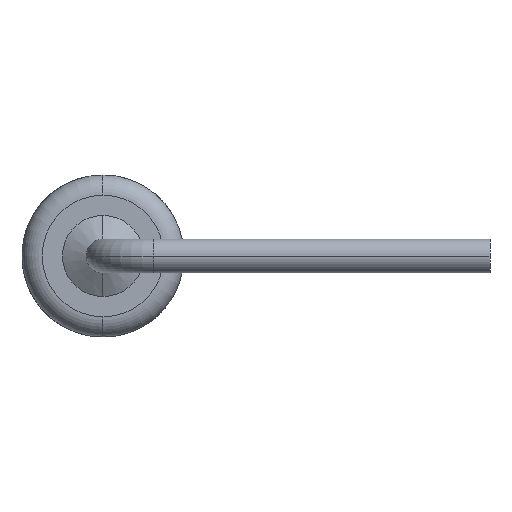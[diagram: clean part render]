
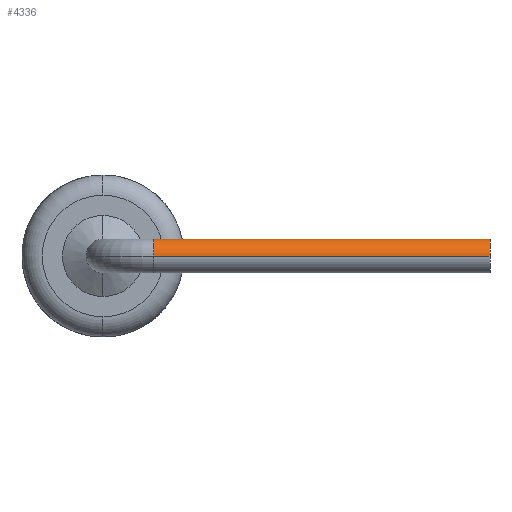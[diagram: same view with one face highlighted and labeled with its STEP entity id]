
A CAD part, left-side view. The second image highlights one B-rep face of the part: STEP entity #4336.
In plain terms, the highlighted cylindrical face has radius 0.254 mm (diameter 0.508 mm), a partial arc.
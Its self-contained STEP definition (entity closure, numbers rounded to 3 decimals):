
#78 = DIRECTION ( 'NONE',  ( 0., 1., 0. ) ) ;
#84 = EDGE_CURVE ( 'NONE', #924, #2188, #903, .T. ) ;
#374 = CARTESIAN_POINT ( 'NONE',  ( 0.254, 1.455, 0. ) ) ;
#555 = CIRCLE ( 'NONE', #4125, 0.254 ) ;
#583 = VERTEX_POINT ( 'NONE', #1749 ) ;
#640 = CARTESIAN_POINT ( 'NONE',  ( -0.254, 1.455, 0. ) ) ;
#732 = CYLINDRICAL_SURFACE ( 'NONE', #1695, 0.254 ) ;
#903 = LINE ( 'NONE', #640, #2845 ) ;
#924 = VERTEX_POINT ( 'NONE', #4570 ) ;
#970 = EDGE_CURVE ( 'NONE', #2188, #583, #555, .T. ) ;
#1083 = VECTOR ( 'NONE', #2605, 1000. ) ;
#1158 = CARTESIAN_POINT ( 'NONE',  ( 0., 1.455, 0. ) ) ;
#1346 = DIRECTION ( 'NONE',  ( 0., -1., 0. ) ) ;
#1677 = CARTESIAN_POINT ( 'NONE',  ( -0.254, -3.6, 0. ) ) ;
#1695 = AXIS2_PLACEMENT_3D ( 'NONE', #1158, #3434, #5013 ) ;
#1749 = CARTESIAN_POINT ( 'NONE',  ( 0.254, -3.6, 0. ) ) ;
#1750 = CARTESIAN_POINT ( 'NONE',  ( 0.254, 1.455, 0. ) ) ;
#1770 = CARTESIAN_POINT ( 'NONE',  ( 0., 1.455, 0. ) ) ;
#1796 = DIRECTION ( 'NONE',  ( 0., 1., 0. ) ) ;
#1881 = ORIENTED_EDGE ( 'NONE', *, *, #4801, .F. ) ;
#2188 = VERTEX_POINT ( 'NONE', #1677 ) ;
#2273 = DIRECTION ( 'NONE',  ( 0., 0., -1. ) ) ;
#2504 = EDGE_LOOP ( 'NONE', ( #3307, #3364, #2988, #1881 ) ) ;
#2600 = VERTEX_POINT ( 'NONE', #1750 ) ;
#2605 = DIRECTION ( 'NONE',  ( 0., -1., 0. ) ) ;
#2620 = CIRCLE ( 'NONE', #5007, 0.254 ) ;
#2845 = VECTOR ( 'NONE', #1346, 1000. ) ;
#2939 = EDGE_CURVE ( 'NONE', #924, #2600, #2620, .T. ) ;
#2988 = ORIENTED_EDGE ( 'NONE', *, *, #970, .T. ) ;
#3307 = ORIENTED_EDGE ( 'NONE', *, *, #2939, .F. ) ;
#3364 = ORIENTED_EDGE ( 'NONE', *, *, #84, .T. ) ;
#3434 = DIRECTION ( 'NONE',  ( 0., -1., 0. ) ) ;
#4125 = AXIS2_PLACEMENT_3D ( 'NONE', #4650, #78, #2273 ) ;
#4234 = LINE ( 'NONE', #374, #1083 ) ;
#4336 = ADVANCED_FACE ( 'NONE', ( #4980 ), #732, .T. ) ;
#4570 = CARTESIAN_POINT ( 'NONE',  ( -0.254, 1.455, 0. ) ) ;
#4626 = DIRECTION ( 'NONE',  ( 0., 0., -1. ) ) ;
#4650 = CARTESIAN_POINT ( 'NONE',  ( 0., -3.6, 0. ) ) ;
#4801 = EDGE_CURVE ( 'NONE', #2600, #583, #4234, .T. ) ;
#4980 = FACE_OUTER_BOUND ( 'NONE', #2504, .T. ) ;
#5007 = AXIS2_PLACEMENT_3D ( 'NONE', #1770, #1796, #4626 ) ;
#5013 = DIRECTION ( 'NONE',  ( 1., 0., 0. ) ) ;
